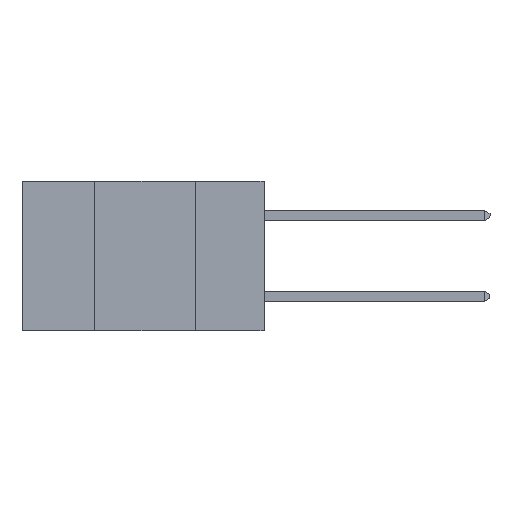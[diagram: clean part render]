
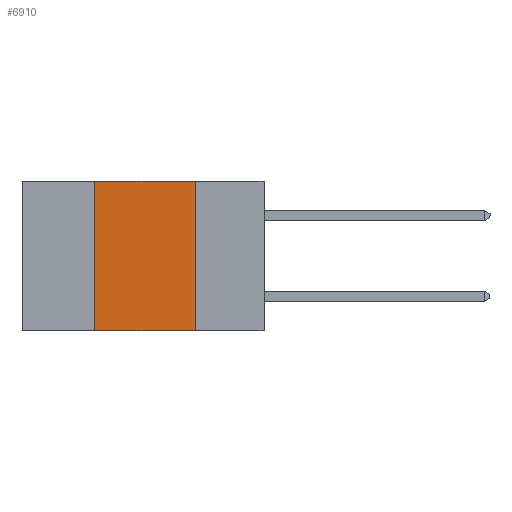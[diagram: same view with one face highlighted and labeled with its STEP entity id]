
A CAD part, left-side view. The second image highlights one B-rep face of the part: STEP entity #6910.
In plain terms, the highlighted planar face has unit normal (-1, 0, 0).
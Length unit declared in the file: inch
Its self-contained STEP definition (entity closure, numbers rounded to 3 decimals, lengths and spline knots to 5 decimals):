
#98 = DIRECTION ( 'NONE',  ( 0., -1., 0. ) ) ;
#690 = VECTOR ( 'NONE', #98, 39.37008 ) ;
#1951 = FACE_OUTER_BOUND ( 'NONE', #21486, .T. ) ;
#2376 = VERTEX_POINT ( 'NONE', #8311 ) ;
#2606 = DIRECTION ( 'NONE',  ( 0., 0., -1. ) ) ;
#2610 = DIRECTION ( 'NONE',  ( 1., 0., 0. ) ) ;
#2645 = PLANE ( 'NONE',  #20938 ) ;
#2697 = CARTESIAN_POINT ( 'NONE',  ( 0., 0.6, 0. ) ) ;
#2987 = LINE ( 'NONE', #14246, #3631 ) ;
#3631 = VECTOR ( 'NONE', #14253, 39.37008 ) ;
#4761 = EDGE_CURVE ( 'NONE', #17301, #16870, #2987, .T. ) ;
#4800 = VECTOR ( 'NONE', #15100, 39.37008 ) ;
#6261 = CARTESIAN_POINT ( 'NONE',  ( 0., 0.17, 0. ) ) ;
#6493 = EDGE_CURVE ( 'NONE', #16870, #2376, #24435, .T. ) ;
#6910 = ADVANCED_FACE ( 'NONE', ( #1951 ), #2645, .F. ) ;
#7049 = VERTEX_POINT ( 'NONE', #11007 ) ;
#7313 = EDGE_CURVE ( 'NONE', #7049, #2376, #16145, .T. ) ;
#7509 = ORIENTED_EDGE ( 'NONE', *, *, #9994, .F. ) ;
#8311 = CARTESIAN_POINT ( 'NONE',  ( 0., 0.17, -0.37 ) ) ;
#9994 = EDGE_CURVE ( 'NONE', #7049, #17301, #13982, .T. ) ;
#11007 = CARTESIAN_POINT ( 'NONE',  ( 0., 0.42, -0.37 ) ) ;
#11995 = DIRECTION ( 'NONE',  ( 0., 0., 1. ) ) ;
#12609 = ORIENTED_EDGE ( 'NONE', *, *, #7313, .T. ) ;
#13132 = CARTESIAN_POINT ( 'NONE',  ( 0., 0.42, 0. ) ) ;
#13982 = LINE ( 'NONE', #23287, #15181 ) ;
#14246 = CARTESIAN_POINT ( 'NONE',  ( 0., 0.6, 0. ) ) ;
#14253 = DIRECTION ( 'NONE',  ( 0., -1., 0. ) ) ;
#14821 = CARTESIAN_POINT ( 'NONE',  ( 0., 0.17, 0. ) ) ;
#15100 = DIRECTION ( 'NONE',  ( 0., 0., -1. ) ) ;
#15181 = VECTOR ( 'NONE', #11995, 39.37008 ) ;
#16145 = LINE ( 'NONE', #23151, #690 ) ;
#16441 = ORIENTED_EDGE ( 'NONE', *, *, #6493, .F. ) ;
#16870 = VERTEX_POINT ( 'NONE', #6261 ) ;
#17301 = VERTEX_POINT ( 'NONE', #13132 ) ;
#20938 = AXIS2_PLACEMENT_3D ( 'NONE', #2697, #2610, #2606 ) ;
#21462 = ORIENTED_EDGE ( 'NONE', *, *, #4761, .F. ) ;
#21486 = EDGE_LOOP ( 'NONE', ( #16441, #21462, #7509, #12609 ) ) ;
#23151 = CARTESIAN_POINT ( 'NONE',  ( 0., 0.6, -0.37 ) ) ;
#23287 = CARTESIAN_POINT ( 'NONE',  ( 0., 0.42, 0. ) ) ;
#24435 = LINE ( 'NONE', #14821, #4800 ) ;
